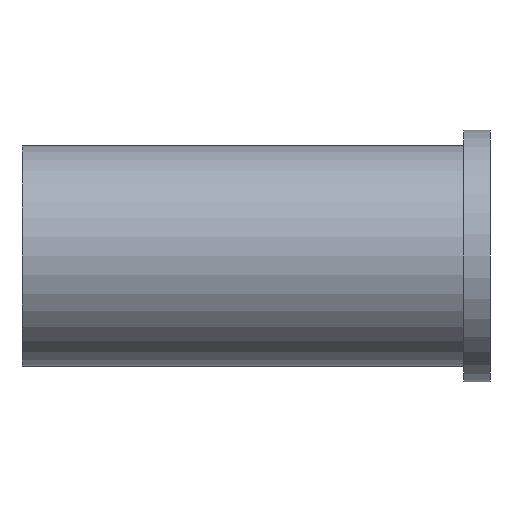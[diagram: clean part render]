
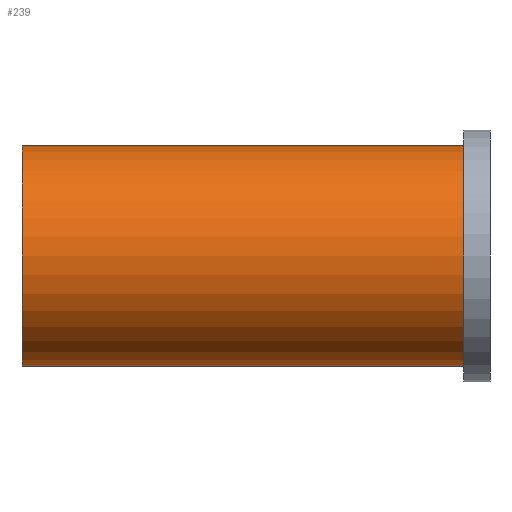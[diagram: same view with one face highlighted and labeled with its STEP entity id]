
A CAD part, left-side view. The second image highlights one B-rep face of the part: STEP entity #239.
In plain terms, the highlighted cylindrical face has radius 12.696 mm (diameter 25.392 mm), a partial arc.
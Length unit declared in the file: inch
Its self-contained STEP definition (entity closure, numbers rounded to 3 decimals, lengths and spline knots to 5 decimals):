
#25 = ORIENTED_EDGE ( 'NONE', *, *, #268, .T. ) ;
#36 = ORIENTED_EDGE ( 'NONE', *, *, #357, .T. ) ;
#57 = DIRECTION ( 'NONE',  ( 0., -1., 0. ) ) ;
#61 = VERTEX_POINT ( 'NONE', #187 ) ;
#64 = VERTEX_POINT ( 'NONE', #192 ) ;
#71 = CIRCLE ( 'NONE', #139, 0.49985 ) ;
#74 = CARTESIAN_POINT ( 'NONE',  ( 0., 0.12, 0. ) ) ;
#83 = DIRECTION ( 'NONE',  ( 0., 0., 1. ) ) ;
#104 = CIRCLE ( 'NONE', #432, 0.49985 ) ;
#121 = CARTESIAN_POINT ( 'NONE',  ( 0., 2.12, -0.49985 ) ) ;
#125 = VERTEX_POINT ( 'NONE', #209 ) ;
#131 = DIRECTION ( 'NONE',  ( 0., 0., -1. ) ) ;
#139 = AXIS2_PLACEMENT_3D ( 'NONE', #251, #215, #83 ) ;
#163 = LINE ( 'NONE', #328, #349 ) ;
#187 = CARTESIAN_POINT ( 'NONE',  ( 0., 0.12, -0.49985 ) ) ;
#192 = CARTESIAN_POINT ( 'NONE',  ( 0., 2.12, -0.49985 ) ) ;
#200 = EDGE_CURVE ( 'NONE', #280, #125, #163, .T. ) ;
#205 = EDGE_LOOP ( 'NONE', ( #279, #323, #36, #25 ) ) ;
#209 = CARTESIAN_POINT ( 'NONE',  ( 0., 0.12, 0.49985 ) ) ;
#213 = DIRECTION ( 'NONE',  ( 0., 1., 0. ) ) ;
#215 = DIRECTION ( 'NONE',  ( 0., 1., 0. ) ) ;
#239 = ADVANCED_FACE ( 'NONE', ( #271 ), #376, .T. ) ;
#245 = DIRECTION ( 'NONE',  ( 0., 0., 1. ) ) ;
#251 = CARTESIAN_POINT ( 'NONE',  ( 0., 2.12, 0. ) ) ;
#254 = VECTOR ( 'NONE', #284, 39.37008 ) ;
#268 = EDGE_CURVE ( 'NONE', #61, #125, #104, .T. ) ;
#271 = FACE_OUTER_BOUND ( 'NONE', #205, .T. ) ;
#279 = ORIENTED_EDGE ( 'NONE', *, *, #200, .F. ) ;
#280 = VERTEX_POINT ( 'NONE', #391 ) ;
#284 = DIRECTION ( 'NONE',  ( 0., -1., 0. ) ) ;
#323 = ORIENTED_EDGE ( 'NONE', *, *, #379, .F. ) ;
#328 = CARTESIAN_POINT ( 'NONE',  ( 0., 2.12, 0.49985 ) ) ;
#339 = LINE ( 'NONE', #121, #254 ) ;
#349 = VECTOR ( 'NONE', #424, 39.37008 ) ;
#357 = EDGE_CURVE ( 'NONE', #64, #61, #339, .T. ) ;
#376 = CYLINDRICAL_SURFACE ( 'NONE', #386, 0.49985 ) ;
#379 = EDGE_CURVE ( 'NONE', #64, #280, #71, .T. ) ;
#386 = AXIS2_PLACEMENT_3D ( 'NONE', #397, #57, #131 ) ;
#391 = CARTESIAN_POINT ( 'NONE',  ( 0., 2.12, 0.49985 ) ) ;
#397 = CARTESIAN_POINT ( 'NONE',  ( 0., 2.12, 0. ) ) ;
#424 = DIRECTION ( 'NONE',  ( 0., -1., 0. ) ) ;
#432 = AXIS2_PLACEMENT_3D ( 'NONE', #74, #213, #245 ) ;
